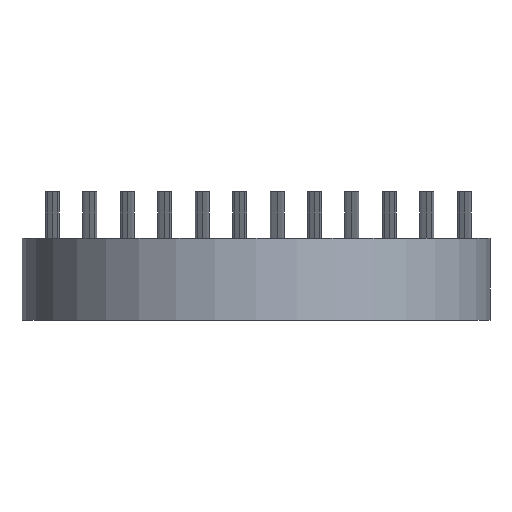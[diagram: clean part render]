
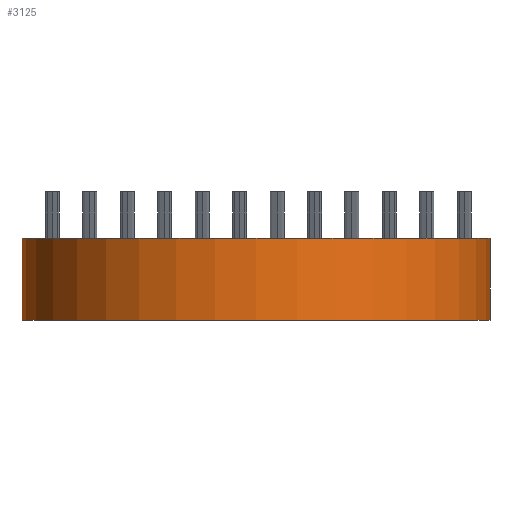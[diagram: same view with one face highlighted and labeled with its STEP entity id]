
A CAD part, front view. The second image highlights one B-rep face of the part: STEP entity #3125.
In plain terms, the highlighted cylindrical face has radius 10 mm (diameter 20 mm), a full revolution.
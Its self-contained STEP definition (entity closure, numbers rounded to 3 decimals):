
#436=LINE('',#4945,#858);
#858=VECTOR('',#4067,10.);
#860=CYLINDRICAL_SURFACE('',#3307,10.);
#1045=FACE_OUTER_BOUND('',#1211,.T.);
#1211=EDGE_LOOP('',(#2654,#2655,#2656,#2657));
#1233=CIRCLE('',#3142,10.);
#1236=CIRCLE('',#3308,10.);
#1237=VERTEX_POINT('',#4074);
#1520=VERTEX_POINT('',#4944);
#1521=EDGE_CURVE('',#1237,#1237,#1233,.T.);
#1945=EDGE_CURVE('',#1237,#1520,#436,.T.);
#1946=EDGE_CURVE('',#1520,#1520,#1236,.T.);
#2654=ORIENTED_EDGE('',*,*,#1521,.T.);
#2655=ORIENTED_EDGE('',*,*,#1945,.T.);
#2656=ORIENTED_EDGE('',*,*,#1946,.F.);
#2657=ORIENTED_EDGE('',*,*,#1945,.F.);
#3125=ADVANCED_FACE('',(#1045),#860,.T.);
#3142=AXIS2_PLACEMENT_3D('',#4075,#3314,#3315);
#3307=AXIS2_PLACEMENT_3D('',#4943,#4065,#4066);
#3308=AXIS2_PLACEMENT_3D('',#4946,#4068,#4069);
#3314=DIRECTION('center_axis',(0.,0.,1.));
#3315=DIRECTION('ref_axis',(1.,0.,0.));
#4065=DIRECTION('center_axis',(0.,0.,-1.));
#4066=DIRECTION('ref_axis',(1.,0.,0.));
#4067=DIRECTION('',(0.,0.,1.));
#4068=DIRECTION('center_axis',(0.,0.,1.));
#4069=DIRECTION('ref_axis',(1.,0.,0.));
#4074=CARTESIAN_POINT('',(-10.,0.,-6.));
#4075=CARTESIAN_POINT('Origin',(0.,0.,-6.));
#4943=CARTESIAN_POINT('Origin',(0.,0.,-2.5));
#4944=CARTESIAN_POINT('',(-10.,0.,-2.5));
#4945=CARTESIAN_POINT('',(-10.,0.,-2.5));
#4946=CARTESIAN_POINT('Origin',(0.,0.,-2.5));
